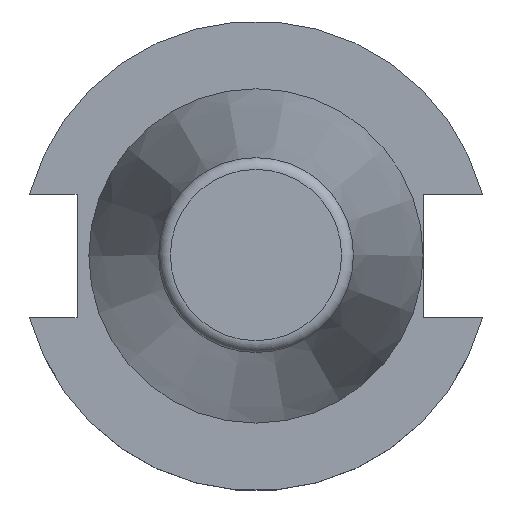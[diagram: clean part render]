
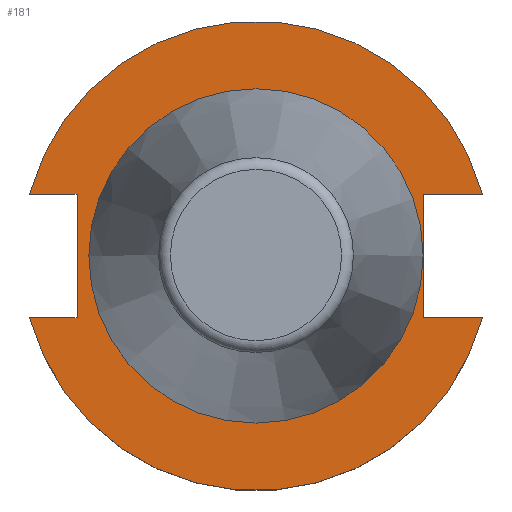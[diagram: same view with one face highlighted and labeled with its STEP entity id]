
A CAD part, top view. The second image highlights one B-rep face of the part: STEP entity #181.
In plain terms, the highlighted planar face has unit normal (0, 0, 1).
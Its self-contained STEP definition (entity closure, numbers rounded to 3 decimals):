
#74=LINE('',#1167,#110);
#83=LINE('',#1197,#119);
#84=LINE('',#1200,#120);
#85=LINE('',#1201,#121);
#86=LINE('',#1202,#122);
#87=LINE('',#1203,#123);
#110=VECTOR('',#931,1.);
#119=VECTOR('',#958,1.);
#120=VECTOR('',#959,1.);
#121=VECTOR('',#960,1.);
#122=VECTOR('',#961,1.);
#123=VECTOR('',#962,1.);
#155=PLANE('',#816);
#181=ADVANCED_FACE('CU_FL_SU_5',(#249,#250),#155,.F.);
#249=FACE_BOUND('',#311,.T.);
#250=FACE_BOUND('',#312,.T.);
#311=EDGE_LOOP('',(#410,#411,#412,#413,#414,#415,#416,#417));
#312=EDGE_LOOP('',(#418));
#410=ORIENTED_EDGE('',*,*,#654,.T.);
#411=ORIENTED_EDGE('',*,*,#655,.T.);
#412=ORIENTED_EDGE('',*,*,#648,.F.);
#413=ORIENTED_EDGE('',*,*,#656,.F.);
#414=ORIENTED_EDGE('',*,*,#640,.F.);
#415=ORIENTED_EDGE('',*,*,#657,.T.);
#416=ORIENTED_EDGE('',*,*,#644,.F.);
#417=ORIENTED_EDGE('',*,*,#658,.F.);
#418=ORIENTED_EDGE('',*,*,#659,.T.);
#571=VERTEX_POINT('',#1168);
#572=VERTEX_POINT('',#1169);
#574=VERTEX_POINT('',#1175);
#575=VERTEX_POINT('',#1177);
#577=VERTEX_POINT('',#1183);
#579=VERTEX_POINT('',#1186);
#583=VERTEX_POINT('',#1198);
#584=VERTEX_POINT('',#1199);
#585=VERTEX_POINT('',#1205);
#640=EDGE_CURVE('',#571,#572,#74,.T.);
#644=EDGE_CURVE('',#574,#575,#723,.T.);
#648=EDGE_CURVE('',#577,#579,#725,.T.);
#654=EDGE_CURVE('',#583,#584,#83,.T.);
#655=EDGE_CURVE('',#584,#579,#84,.T.);
#656=EDGE_CURVE('',#572,#577,#85,.T.);
#657=EDGE_CURVE('',#571,#575,#86,.T.);
#658=EDGE_CURVE('',#583,#574,#87,.T.);
#659=EDGE_CURVE('',#585,#585,#728,.T.);
#723=CIRCLE('',#807,49.2);
#725=CIRCLE('',#810,49.2);
#728=CIRCLE('',#815,34.7);
#807=AXIS2_PLACEMENT_3D('',#1176,#937,#938);
#810=AXIS2_PLACEMENT_3D('',#1185,#945,#946);
#815=AXIS2_PLACEMENT_3D('',#1204,#963,#964);
#816=AXIS2_PLACEMENT_3D('',#1206,#965,#966);
#931=DIRECTION('',(0.,1.,0.));
#937=DIRECTION('',(0.,0.,-1.));
#938=DIRECTION('',(-1.,0.,0.));
#945=DIRECTION('',(0.,0.,-1.));
#946=DIRECTION('',(-1.,0.,0.));
#958=DIRECTION('',(0.,1.,0.));
#959=DIRECTION('',(1.,0.,0.));
#960=DIRECTION('',(-1.,0.,0.));
#961=DIRECTION('',(-1.,0.,0.));
#962=DIRECTION('',(1.,0.,0.));
#963=DIRECTION('',(0.,0.,-1.));
#964=DIRECTION('',(-1.,0.,0.));
#965=DIRECTION('',(0.,0.,-1.));
#966=DIRECTION('',(-1.,0.,0.));
#1167=CARTESIAN_POINT('',(-37.5,34.7,-1.5));
#1168=CARTESIAN_POINT('',(-37.5,-12.903,-1.5));
#1169=CARTESIAN_POINT('',(-37.5,12.903,-1.5));
#1175=CARTESIAN_POINT('',(47.478,-12.903,-1.5));
#1176=CARTESIAN_POINT('',(0.,0.,-1.5));
#1177=CARTESIAN_POINT('',(-47.478,-12.903,-1.5));
#1183=CARTESIAN_POINT('',(-47.478,12.903,-1.5));
#1185=CARTESIAN_POINT('',(0.,0.,-1.5));
#1186=CARTESIAN_POINT('',(47.478,12.903,-1.5));
#1197=CARTESIAN_POINT('',(35.1,34.7,-1.5));
#1198=CARTESIAN_POINT('',(35.1,-12.903,-1.5));
#1199=CARTESIAN_POINT('',(35.1,12.903,-1.5));
#1200=CARTESIAN_POINT('',(59.2,12.903,-1.5));
#1201=CARTESIAN_POINT('',(0.,12.903,-1.5));
#1202=CARTESIAN_POINT('',(-59.2,-12.903,-1.5));
#1203=CARTESIAN_POINT('',(0.,-12.903,-1.5));
#1204=CARTESIAN_POINT('',(0.,0.,-1.5));
#1205=CARTESIAN_POINT('',(-34.7,0.,-1.5));
#1206=CARTESIAN_POINT('',(0.,34.7,-1.5));
